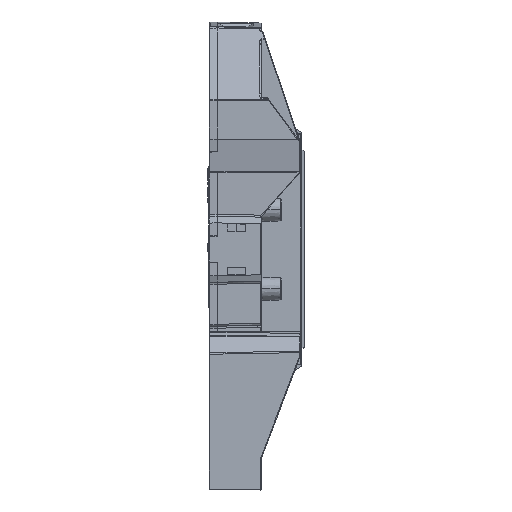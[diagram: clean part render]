
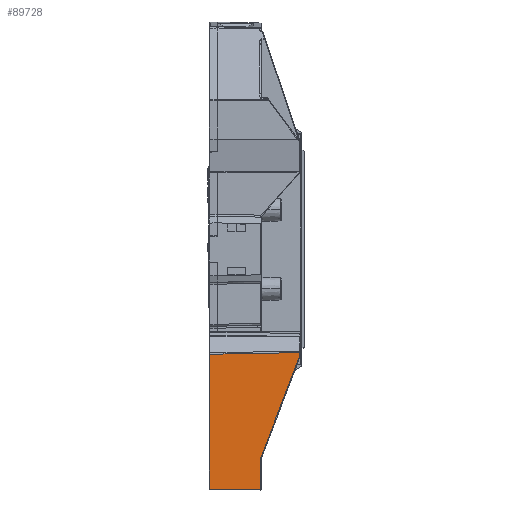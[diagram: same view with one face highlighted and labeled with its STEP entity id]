
A CAD part, left-side view. The second image highlights one B-rep face of the part: STEP entity #89728.
In plain terms, the highlighted planar face has unit normal (-1, -0.018, 0).
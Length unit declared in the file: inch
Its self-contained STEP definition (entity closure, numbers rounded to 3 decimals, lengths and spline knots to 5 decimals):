
#2270 = DIRECTION ( 'NONE',  ( 0.017, -1., 0. ) ) ;
#3364 = VECTOR ( 'NONE', #36405, 39.37008 ) ;
#7570 = LINE ( 'NONE', #53356, #26650 ) ;
#8008 = DIRECTION ( 'NONE',  ( 0., 0., -1. ) ) ;
#9706 = LINE ( 'NONE', #21810, #93759 ) ;
#12709 = EDGE_CURVE ( 'NONE', #76370, #95509, #25035, .T. ) ;
#12749 = DIRECTION ( 'NONE',  ( 0.017, -1., -0.004 ) ) ;
#13756 = EDGE_LOOP ( 'NONE', ( #82551, #76800, #16692, #67527, #21616, #66197 ) ) ;
#16680 = CARTESIAN_POINT ( 'NONE',  ( -1.39189, 0.98964, -2.1131 ) ) ;
#16692 = ORIENTED_EDGE ( 'NONE', *, *, #95680, .T. ) ;
#18508 = VECTOR ( 'NONE', #8008, 39.37008 ) ;
#21616 = ORIENTED_EDGE ( 'NONE', *, *, #93933, .T. ) ;
#21810 = CARTESIAN_POINT ( 'NONE',  ( -1.38002, 0.30964, -2.11478 ) ) ;
#24536 = VECTOR ( 'NONE', #57184, 39.37008 ) ;
#25035 = LINE ( 'NONE', #69552, #3364 ) ;
#25488 = VERTEX_POINT ( 'NONE', #52158 ) ;
#26320 = CARTESIAN_POINT ( 'NONE',  ( -1.39189, 0.98964, -1.08893 ) ) ;
#26650 = VECTOR ( 'NONE', #12749, 39.37008 ) ;
#32291 = FACE_OUTER_BOUND ( 'NONE', #13756, .T. ) ;
#36405 = DIRECTION ( 'NONE',  ( -0.017, 1., -0.018 ) ) ;
#38185 = DIRECTION ( 'NONE',  ( 0., 0., 1. ) ) ;
#41498 = EDGE_CURVE ( 'NONE', #56890, #81585, #89540, .T. ) ;
#43301 = AXIS2_PLACEMENT_3D ( 'NONE', #99834, #51104, #2270 ) ;
#46917 = CARTESIAN_POINT ( 'NONE',  ( -1.38517, 0.60464, -1.87938 ) ) ;
#47816 = EDGE_CURVE ( 'NONE', #95509, #63662, #80888, .T. ) ;
#48987 = CARTESIAN_POINT ( 'NONE',  ( -1.38517, 0.60464, -2.11478 ) ) ;
#51104 = DIRECTION ( 'NONE',  ( -1., -0.017, 0. ) ) ;
#52158 = CARTESIAN_POINT ( 'NONE',  ( -1.38002, 0.30964, -1.10488 ) ) ;
#53356 = CARTESIAN_POINT ( 'NONE',  ( -1.39189, 0.98964, -2.1131 ) ) ;
#54848 = EDGE_CURVE ( 'NONE', #25488, #76370, #9706, .T. ) ;
#56890 = VERTEX_POINT ( 'NONE', #83846 ) ;
#57184 = DIRECTION ( 'NONE',  ( 0., 0., 1. ) ) ;
#58907 = PLANE ( 'NONE',  #43301 ) ;
#63405 = VECTOR ( 'NONE', #84082, 39.37008 ) ;
#63662 = VERTEX_POINT ( 'NONE', #16680 ) ;
#66197 = ORIENTED_EDGE ( 'NONE', *, *, #54848, .T. ) ;
#67527 = ORIENTED_EDGE ( 'NONE', *, *, #41498, .T. ) ;
#69552 = CARTESIAN_POINT ( 'NONE',  ( -1.38002, 0.30964, -1.0767 ) ) ;
#75532 = CARTESIAN_POINT ( 'NONE',  ( -1.38002, 0.30964, -1.0767 ) ) ;
#76370 = VERTEX_POINT ( 'NONE', #75532 ) ;
#76800 = ORIENTED_EDGE ( 'NONE', *, *, #47816, .T. ) ;
#80888 = LINE ( 'NONE', #80959, #18508 ) ;
#80959 = CARTESIAN_POINT ( 'NONE',  ( -1.39189, 0.98964, -2.11478 ) ) ;
#81585 = VERTEX_POINT ( 'NONE', #46917 ) ;
#82551 = ORIENTED_EDGE ( 'NONE', *, *, #12709, .T. ) ;
#83846 = CARTESIAN_POINT ( 'NONE',  ( -1.38517, 0.60464, -2.11478 ) ) ;
#84082 = DIRECTION ( 'NONE',  ( 0.006, -0.356, 0.934 ) ) ;
#84780 = CARTESIAN_POINT ( 'NONE',  ( -1.38517, 0.60464, -1.87938 ) ) ;
#85069 = LINE ( 'NONE', #84780, #63405 ) ;
#89540 = LINE ( 'NONE', #48987, #24536 ) ;
#89728 = ADVANCED_FACE ( 'NONE', ( #32291 ), #58907, .T. ) ;
#93759 = VECTOR ( 'NONE', #38185, 39.37008 ) ;
#93933 = EDGE_CURVE ( 'NONE', #81585, #25488, #85069, .T. ) ;
#95509 = VERTEX_POINT ( 'NONE', #26320 ) ;
#95680 = EDGE_CURVE ( 'NONE', #63662, #56890, #7570, .T. ) ;
#99834 = CARTESIAN_POINT ( 'NONE',  ( -1.39189, 0.98964, -2.11478 ) ) ;
